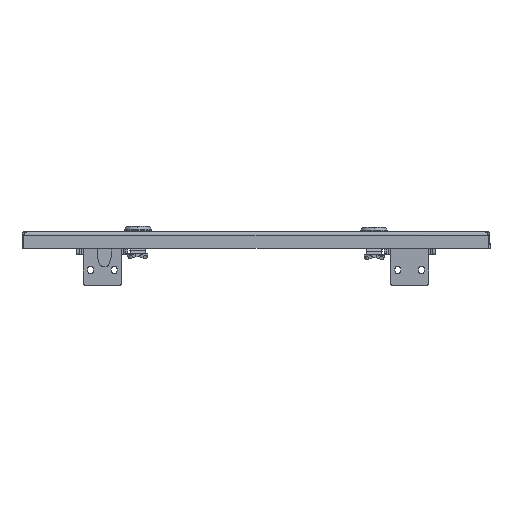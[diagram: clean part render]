
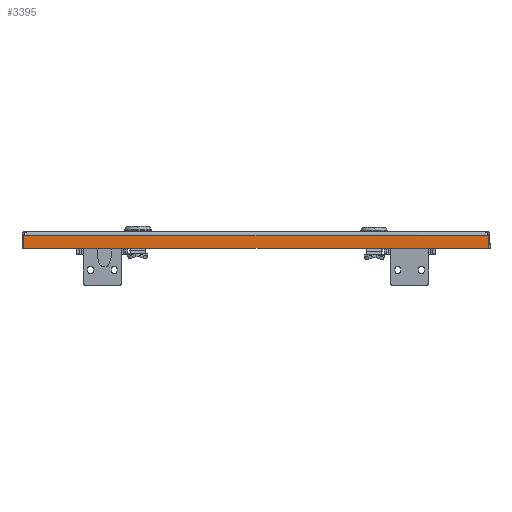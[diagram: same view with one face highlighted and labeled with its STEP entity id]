
A CAD part, left-side view. The second image highlights one B-rep face of the part: STEP entity #3395.
In plain terms, the highlighted planar face has unit normal (-1, 0, 0).
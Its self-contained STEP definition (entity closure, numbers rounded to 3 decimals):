
#1270 = EDGE_CURVE ( 'NONE', #42543, #61998, #57642, .T. ) ;
#2112 = VECTOR ( 'NONE', #41110, 1000. ) ;
#3395 = ADVANCED_FACE ( 'NONE', ( #12611 ), #11907, .F. ) ;
#3463 = LINE ( 'NONE', #4141, #37551 ) ;
#4141 = CARTESIAN_POINT ( 'NONE',  ( -244.5, -245.429, -2. ) ) ;
#8399 = DIRECTION ( 'NONE',  ( 0., -1., 0. ) ) ;
#9101 = CARTESIAN_POINT ( 'NONE',  ( -244.5, -247.5, -4. ) ) ;
#10728 = EDGE_CURVE ( 'NONE', #15259, #61998, #22174, .T. ) ;
#11907 = PLANE ( 'NONE',  #25895 ) ;
#12611 = FACE_OUTER_BOUND ( 'NONE', #64028, .T. ) ;
#12972 = DIRECTION ( 'NONE',  ( 0., 1., 0. ) ) ;
#15259 = VERTEX_POINT ( 'NONE', #22761 ) ;
#19314 = DIRECTION ( 'NONE',  ( 0., 0., -1. ) ) ;
#22174 = LINE ( 'NONE', #43670, #63937 ) ;
#22723 = EDGE_CURVE ( 'NONE', #42543, #25479, #67265, .T. ) ;
#22761 = CARTESIAN_POINT ( 'NONE',  ( -244.5, -245.429, -18. ) ) ;
#24976 = CARTESIAN_POINT ( 'NONE',  ( -244.5, 245.429, -18. ) ) ;
#25479 = VERTEX_POINT ( 'NONE', #26495 ) ;
#25895 = AXIS2_PLACEMENT_3D ( 'NONE', #33089, #54889, #54541 ) ;
#26495 = CARTESIAN_POINT ( 'NONE',  ( -244.5, -245.429, -4. ) ) ;
#26608 = EDGE_CURVE ( 'NONE', #25479, #15259, #3463, .T. ) ;
#33089 = CARTESIAN_POINT ( 'NONE',  ( -244.5, 0., 0. ) ) ;
#33430 = ORIENTED_EDGE ( 'NONE', *, *, #10728, .F. ) ;
#37551 = VECTOR ( 'NONE', #19314, 1000. ) ;
#40777 = CARTESIAN_POINT ( 'NONE',  ( -244.5, 245.429, 0. ) ) ;
#41110 = DIRECTION ( 'NONE',  ( 0., 0., -1. ) ) ;
#42543 = VERTEX_POINT ( 'NONE', #60868 ) ;
#43670 = CARTESIAN_POINT ( 'NONE',  ( -244.5, -247.5, -18. ) ) ;
#43976 = ORIENTED_EDGE ( 'NONE', *, *, #1270, .T. ) ;
#46825 = ORIENTED_EDGE ( 'NONE', *, *, #22723, .F. ) ;
#50390 = ORIENTED_EDGE ( 'NONE', *, *, #26608, .F. ) ;
#54541 = DIRECTION ( 'NONE',  ( 0., 0., -1. ) ) ;
#54889 = DIRECTION ( 'NONE',  ( 1., 0., 0. ) ) ;
#57642 = LINE ( 'NONE', #40777, #2112 ) ;
#58777 = VECTOR ( 'NONE', #8399, 1000. ) ;
#60868 = CARTESIAN_POINT ( 'NONE',  ( -244.5, 245.429, -4. ) ) ;
#61998 = VERTEX_POINT ( 'NONE', #24976 ) ;
#63937 = VECTOR ( 'NONE', #12972, 1000. ) ;
#64028 = EDGE_LOOP ( 'NONE', ( #46825, #43976, #33430, #50390 ) ) ;
#67265 = LINE ( 'NONE', #9101, #58777 ) ;
